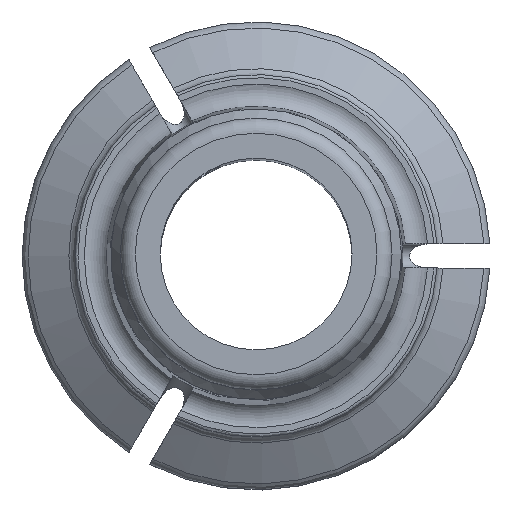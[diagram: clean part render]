
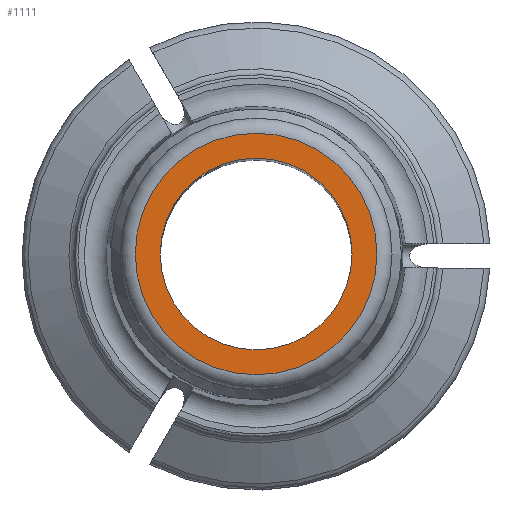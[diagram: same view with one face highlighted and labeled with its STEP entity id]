
A CAD part, top view. The second image highlights one B-rep face of the part: STEP entity #1111.
In plain terms, the highlighted planar face has unit normal (0, 0, 1).
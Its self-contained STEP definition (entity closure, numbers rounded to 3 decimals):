
#26=PLANE('',#1248);
#480=ORIENTED_EDGE('',*,*,#724,.F.);
#481=ORIENTED_EDGE('',*,*,#725,.T.);
#724=EDGE_CURVE('',#844,#844,#910,.T.);
#725=EDGE_CURVE('',#845,#845,#911,.T.);
#844=VERTEX_POINT('',#2048);
#845=VERTEX_POINT('',#2050);
#910=CIRCLE('',#1249,3.175);
#911=CIRCLE('',#1250,4.);
#967=EDGE_LOOP('',(#480));
#968=EDGE_LOOP('',(#481));
#1035=FACE_BOUND('',#967,.T.);
#1036=FACE_BOUND('',#968,.T.);
#1111=ADVANCED_FACE('',(#1035,#1036),#26,.T.);
#1248=AXIS2_PLACEMENT_3D('',#2046,#1548,#1549);
#1249=AXIS2_PLACEMENT_3D('',#2047,#1550,#1551);
#1250=AXIS2_PLACEMENT_3D('',#2049,#1552,#1553);
#1548=DIRECTION('',(0.,0.,1.));
#1549=DIRECTION('',(1.,0.,0.));
#1550=DIRECTION('',(0.,0.,1.));
#1551=DIRECTION('',(1.,0.,0.));
#1552=DIRECTION('',(0.,0.,1.));
#1553=DIRECTION('',(1.,0.,0.));
#2046=CARTESIAN_POINT('',(0.,0.,39.5));
#2047=CARTESIAN_POINT('',(0.,0.,39.5));
#2048=CARTESIAN_POINT('',(3.175,0.,39.5));
#2049=CARTESIAN_POINT('',(0.,0.,39.5));
#2050=CARTESIAN_POINT('',(4.,0.,39.5));
